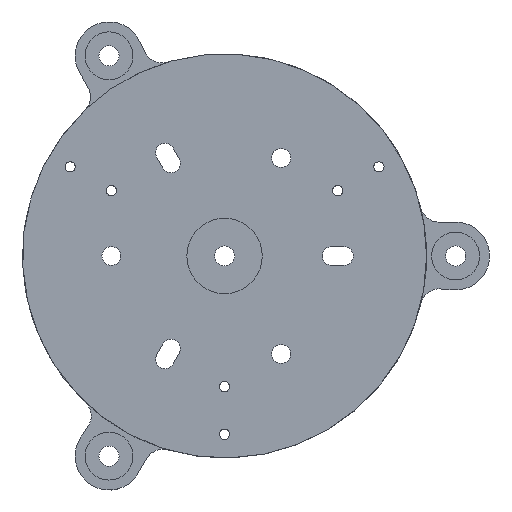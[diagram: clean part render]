
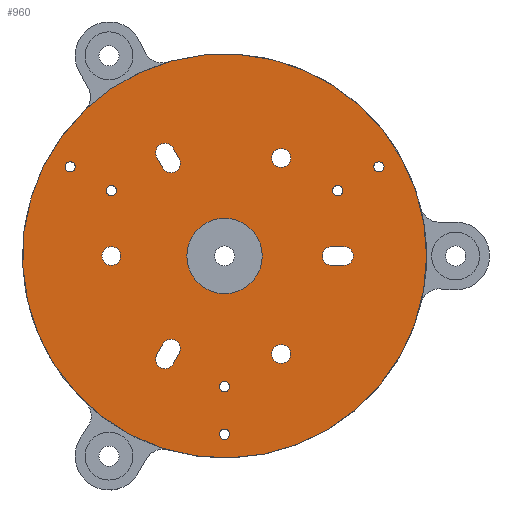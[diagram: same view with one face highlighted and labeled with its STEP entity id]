
A CAD part, top view. The second image highlights one B-rep face of the part: STEP entity #960.
In plain terms, the highlighted planar face has unit normal (0, 0, 1).
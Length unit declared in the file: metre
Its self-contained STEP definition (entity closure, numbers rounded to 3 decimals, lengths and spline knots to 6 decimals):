
#16=PLANE('',#1044);
#44=LINE('',#1505,#98);
#47=LINE('',#1514,#101);
#52=LINE('',#1529,#106);
#55=LINE('',#1538,#109);
#56=LINE('',#1560,#110);
#57=LINE('',#1565,#111);
#98=VECTOR('',#1185,1.);
#101=VECTOR('',#1196,1.);
#106=VECTOR('',#1209,1.);
#109=VECTOR('',#1220,1.);
#110=VECTOR('',#1243,1.);
#111=VECTOR('',#1246,1.);
#187=ORIENTED_EDGE('',*,*,#433,.T.);
#188=ORIENTED_EDGE('',*,*,#434,.T.);
#189=ORIENTED_EDGE('',*,*,#435,.T.);
#190=ORIENTED_EDGE('',*,*,#436,.T.);
#191=ORIENTED_EDGE('',*,*,#437,.T.);
#192=ORIENTED_EDGE('',*,*,#438,.T.);
#193=ORIENTED_EDGE('',*,*,#420,.T.);
#194=ORIENTED_EDGE('',*,*,#412,.T.);
#195=ORIENTED_EDGE('',*,*,#415,.T.);
#196=ORIENTED_EDGE('',*,*,#416,.F.);
#197=ORIENTED_EDGE('',*,*,#432,.T.);
#198=ORIENTED_EDGE('',*,*,#424,.T.);
#199=ORIENTED_EDGE('',*,*,#427,.T.);
#200=ORIENTED_EDGE('',*,*,#428,.F.);
#201=ORIENTED_EDGE('',*,*,#439,.T.);
#202=ORIENTED_EDGE('',*,*,#440,.T.);
#203=ORIENTED_EDGE('',*,*,#441,.T.);
#204=ORIENTED_EDGE('',*,*,#442,.F.);
#205=ORIENTED_EDGE('',*,*,#396,.T.);
#206=ORIENTED_EDGE('',*,*,#443,.T.);
#207=ORIENTED_EDGE('',*,*,#444,.T.);
#208=ORIENTED_EDGE('',*,*,#445,.T.);
#209=ORIENTED_EDGE('',*,*,#446,.F.);
#396=EDGE_CURVE('',#523,#523,#620,.T.);
#412=EDGE_CURVE('',#536,#539,#628,.F.);
#415=EDGE_CURVE('',#539,#541,#44,.T.);
#416=EDGE_CURVE('',#542,#541,#629,.T.);
#420=EDGE_CURVE('',#542,#536,#47,.T.);
#424=EDGE_CURVE('',#544,#547,#632,.F.);
#427=EDGE_CURVE('',#547,#549,#52,.T.);
#428=EDGE_CURVE('',#550,#549,#633,.T.);
#432=EDGE_CURVE('',#550,#544,#55,.T.);
#433=EDGE_CURVE('',#552,#552,#635,.T.);
#434=EDGE_CURVE('',#553,#553,#636,.T.);
#435=EDGE_CURVE('',#554,#554,#637,.T.);
#436=EDGE_CURVE('',#555,#555,#638,.T.);
#437=EDGE_CURVE('',#556,#556,#639,.T.);
#438=EDGE_CURVE('',#557,#557,#640,.T.);
#439=EDGE_CURVE('',#558,#558,#641,.T.);
#440=EDGE_CURVE('',#559,#559,#642,.T.);
#441=EDGE_CURVE('',#560,#560,#643,.T.);
#442=EDGE_CURVE('',#561,#561,#644,.T.);
#443=EDGE_CURVE('',#562,#563,#56,.T.);
#444=EDGE_CURVE('',#563,#564,#645,.F.);
#445=EDGE_CURVE('',#564,#565,#57,.T.);
#446=EDGE_CURVE('',#562,#565,#646,.T.);
#523=VERTEX_POINT('',#1466);
#536=VERTEX_POINT('',#1493);
#539=VERTEX_POINT('',#1498);
#541=VERTEX_POINT('',#1504);
#542=VERTEX_POINT('',#1508);
#544=VERTEX_POINT('',#1517);
#547=VERTEX_POINT('',#1522);
#549=VERTEX_POINT('',#1528);
#550=VERTEX_POINT('',#1532);
#552=VERTEX_POINT('',#1541);
#553=VERTEX_POINT('',#1543);
#554=VERTEX_POINT('',#1545);
#555=VERTEX_POINT('',#1547);
#556=VERTEX_POINT('',#1549);
#557=VERTEX_POINT('',#1551);
#558=VERTEX_POINT('',#1553);
#559=VERTEX_POINT('',#1555);
#560=VERTEX_POINT('',#1557);
#561=VERTEX_POINT('',#1559);
#562=VERTEX_POINT('',#1561);
#563=VERTEX_POINT('',#1562);
#564=VERTEX_POINT('',#1564);
#565=VERTEX_POINT('',#1566);
#620=CIRCLE('',#1021,0.068);
#628=CIRCLE('',#1030,0.003175);
#629=CIRCLE('',#1033,0.003175);
#632=CIRCLE('',#1038,0.003175);
#633=CIRCLE('',#1041,0.003175);
#635=CIRCLE('',#1045,0.001727);
#636=CIRCLE('',#1046,0.001727);
#637=CIRCLE('',#1047,0.001727);
#638=CIRCLE('',#1048,0.001727);
#639=CIRCLE('',#1049,0.001727);
#640=CIRCLE('',#1050,0.001727);
#641=CIRCLE('',#1051,0.003175);
#642=CIRCLE('',#1052,0.003175);
#643=CIRCLE('',#1053,0.003175);
#644=CIRCLE('',#1054,0.0127);
#645=CIRCLE('',#1055,0.003175);
#646=CIRCLE('',#1056,0.003175);
#703=EDGE_LOOP('',(#187));
#704=EDGE_LOOP('',(#188));
#705=EDGE_LOOP('',(#189));
#706=EDGE_LOOP('',(#190));
#707=EDGE_LOOP('',(#191));
#708=EDGE_LOOP('',(#192));
#709=EDGE_LOOP('',(#193,#194,#195,#196));
#710=EDGE_LOOP('',(#197,#198,#199,#200));
#711=EDGE_LOOP('',(#201));
#712=EDGE_LOOP('',(#202));
#713=EDGE_LOOP('',(#203));
#714=EDGE_LOOP('',(#204));
#715=EDGE_LOOP('',(#205));
#716=EDGE_LOOP('',(#206,#207,#208,#209));
#815=FACE_BOUND('',#703,.T.);
#816=FACE_BOUND('',#704,.T.);
#817=FACE_BOUND('',#705,.T.);
#818=FACE_BOUND('',#706,.T.);
#819=FACE_BOUND('',#707,.T.);
#820=FACE_BOUND('',#708,.T.);
#821=FACE_BOUND('',#709,.T.);
#822=FACE_BOUND('',#710,.T.);
#823=FACE_BOUND('',#711,.T.);
#824=FACE_BOUND('',#712,.T.);
#825=FACE_BOUND('',#713,.T.);
#826=FACE_BOUND('',#714,.T.);
#827=FACE_BOUND('',#715,.T.);
#828=FACE_BOUND('',#716,.T.);
#960=ADVANCED_FACE('',(#815,#816,#817,#818,#819,#820,#821,#822,#823,#824,
#825,#826,#827,#828),#16,.T.);
#1021=AXIS2_PLACEMENT_3D('',#1465,#1153,#1154);
#1030=AXIS2_PLACEMENT_3D('',#1499,#1179,#1180);
#1033=AXIS2_PLACEMENT_3D('',#1507,#1188,#1189);
#1038=AXIS2_PLACEMENT_3D('',#1523,#1203,#1204);
#1041=AXIS2_PLACEMENT_3D('',#1531,#1212,#1213);
#1044=AXIS2_PLACEMENT_3D('',#1539,#1221,#1222);
#1045=AXIS2_PLACEMENT_3D('',#1540,#1223,#1224);
#1046=AXIS2_PLACEMENT_3D('',#1542,#1225,#1226);
#1047=AXIS2_PLACEMENT_3D('',#1544,#1227,#1228);
#1048=AXIS2_PLACEMENT_3D('',#1546,#1229,#1230);
#1049=AXIS2_PLACEMENT_3D('',#1548,#1231,#1232);
#1050=AXIS2_PLACEMENT_3D('',#1550,#1233,#1234);
#1051=AXIS2_PLACEMENT_3D('',#1552,#1235,#1236);
#1052=AXIS2_PLACEMENT_3D('',#1554,#1237,#1238);
#1053=AXIS2_PLACEMENT_3D('',#1556,#1239,#1240);
#1054=AXIS2_PLACEMENT_3D('',#1558,#1241,#1242);
#1055=AXIS2_PLACEMENT_3D('',#1563,#1244,#1245);
#1056=AXIS2_PLACEMENT_3D('',#1567,#1247,#1248);
#1153=DIRECTION('',(0.,0.,1.));
#1154=DIRECTION('',(1.,0.,0.));
#1179=DIRECTION('',(0.,0.,1.));
#1180=DIRECTION('',(-0.5,-0.866,0.));
#1185=DIRECTION('',(-0.5,0.866,0.));
#1188=DIRECTION('',(0.,0.,1.));
#1189=DIRECTION('',(-0.5,-0.866,0.));
#1196=DIRECTION('',(0.5,-0.866,0.));
#1203=DIRECTION('',(0.,0.,1.));
#1204=DIRECTION('',(-0.5,0.866,0.));
#1209=DIRECTION('',(1.,0.,0.));
#1212=DIRECTION('',(0.,0.,1.));
#1213=DIRECTION('',(-0.5,0.866,0.));
#1220=DIRECTION('',(-1.,0.,0.));
#1221=DIRECTION('',(0.,0.,1.));
#1222=DIRECTION('',(1.,0.,0.));
#1223=DIRECTION('',(0.,0.,-1.));
#1224=DIRECTION('',(-1.,0.,0.));
#1225=DIRECTION('',(0.,0.,-1.));
#1226=DIRECTION('',(-1.,0.,0.));
#1227=DIRECTION('',(0.,0.,-1.));
#1228=DIRECTION('',(-1.,0.,0.));
#1229=DIRECTION('',(0.,0.,-1.));
#1230=DIRECTION('',(-1.,0.,0.));
#1231=DIRECTION('',(0.,0.,-1.));
#1232=DIRECTION('',(-1.,0.,0.));
#1233=DIRECTION('',(0.,0.,-1.));
#1234=DIRECTION('',(-1.,0.,0.));
#1235=DIRECTION('',(0.,0.,-1.));
#1236=DIRECTION('',(-1.,0.,0.));
#1237=DIRECTION('',(0.,0.,-1.));
#1238=DIRECTION('',(-1.,0.,0.));
#1239=DIRECTION('',(0.,0.,-1.));
#1240=DIRECTION('',(-1.,0.,0.));
#1241=DIRECTION('',(0.,0.,1.));
#1242=DIRECTION('',(1.,0.,0.));
#1243=DIRECTION('',(0.5,0.866,0.));
#1244=DIRECTION('',(0.,0.,1.));
#1245=DIRECTION('',(1.,0.,0.));
#1246=DIRECTION('',(-0.5,-0.866,0.));
#1247=DIRECTION('',(0.,0.,1.));
#1248=DIRECTION('',(1.,0.,0.));
#1465=CARTESIAN_POINT('',(0.,0.,0.009398));
#1466=CARTESIAN_POINT('',(0.068,0.,0.009398));
#1493=CARTESIAN_POINT('',(-0.015284,0.032823,0.009398));
#1498=CARTESIAN_POINT('',(-0.020784,0.029648,0.009398));
#1499=CARTESIAN_POINT('',(-0.018034,0.031236,0.009398));
#1504=CARTESIAN_POINT('',(-0.022816,0.033168,0.009398));
#1505=CARTESIAN_POINT('',(-0.00275,-0.001588,0.009398));
#1507=CARTESIAN_POINT('',(-0.020066,0.034755,0.009398));
#1508=CARTESIAN_POINT('',(-0.017316,0.036343,0.009398));
#1514=CARTESIAN_POINT('',(0.00275,0.001588,0.009398));
#1517=CARTESIAN_POINT('',(0.036068,-0.003175,0.009398));
#1522=CARTESIAN_POINT('',(0.036068,0.003175,0.009398));
#1523=CARTESIAN_POINT('',(0.036068,0.,0.009398));
#1528=CARTESIAN_POINT('',(0.040132,0.003175,0.009398));
#1529=CARTESIAN_POINT('',(0.,0.003175,0.009398));
#1531=CARTESIAN_POINT('',(0.040132,0.,0.009398));
#1532=CARTESIAN_POINT('',(0.040132,-0.003175,0.009398));
#1538=CARTESIAN_POINT('',(0.,-0.003175,0.009398));
#1539=CARTESIAN_POINT('',(0.,0.,0.009398));
#1540=CARTESIAN_POINT('',(-0.051962,0.03,0.009398));
#1541=CARTESIAN_POINT('',(-0.053689,0.03,0.009398));
#1542=CARTESIAN_POINT('',(0.,-0.044,0.009398));
#1543=CARTESIAN_POINT('',(-0.001727,-0.044,0.009398));
#1544=CARTESIAN_POINT('',(0.051962,0.03,0.009398));
#1545=CARTESIAN_POINT('',(0.050234,0.03,0.009398));
#1546=CARTESIAN_POINT('',(0.,-0.06,0.009398));
#1547=CARTESIAN_POINT('',(-0.001727,-0.06,0.009398));
#1548=CARTESIAN_POINT('',(-0.038105,0.022,0.009398));
#1549=CARTESIAN_POINT('',(-0.039832,0.022,0.009398));
#1550=CARTESIAN_POINT('',(0.038105,0.022,0.009398));
#1551=CARTESIAN_POINT('',(0.036378,0.022,0.009398));
#1552=CARTESIAN_POINT('',(0.01905,0.032996,0.009398));
#1553=CARTESIAN_POINT('',(0.015875,0.032996,0.009398));
#1554=CARTESIAN_POINT('',(-0.0381,0.,0.009398));
#1555=CARTESIAN_POINT('',(-0.041275,0.,0.009398));
#1556=CARTESIAN_POINT('',(0.01905,-0.032996,0.009398));
#1557=CARTESIAN_POINT('',(0.015875,-0.032996,0.009398));
#1558=CARTESIAN_POINT('',(0.,0.,0.009398));
#1559=CARTESIAN_POINT('',(0.0127,0.,0.009398));
#1560=CARTESIAN_POINT('',(-0.00275,0.001588,0.009398));
#1561=CARTESIAN_POINT('',(-0.022816,-0.033168,0.009398));
#1562=CARTESIAN_POINT('',(-0.020784,-0.029648,0.009398));
#1563=CARTESIAN_POINT('',(-0.018034,-0.031236,0.009398));
#1564=CARTESIAN_POINT('',(-0.015284,-0.032823,0.009398));
#1565=CARTESIAN_POINT('',(0.00275,-0.001588,0.009398));
#1566=CARTESIAN_POINT('',(-0.017316,-0.036343,0.009398));
#1567=CARTESIAN_POINT('',(-0.020066,-0.034755,0.009398));
